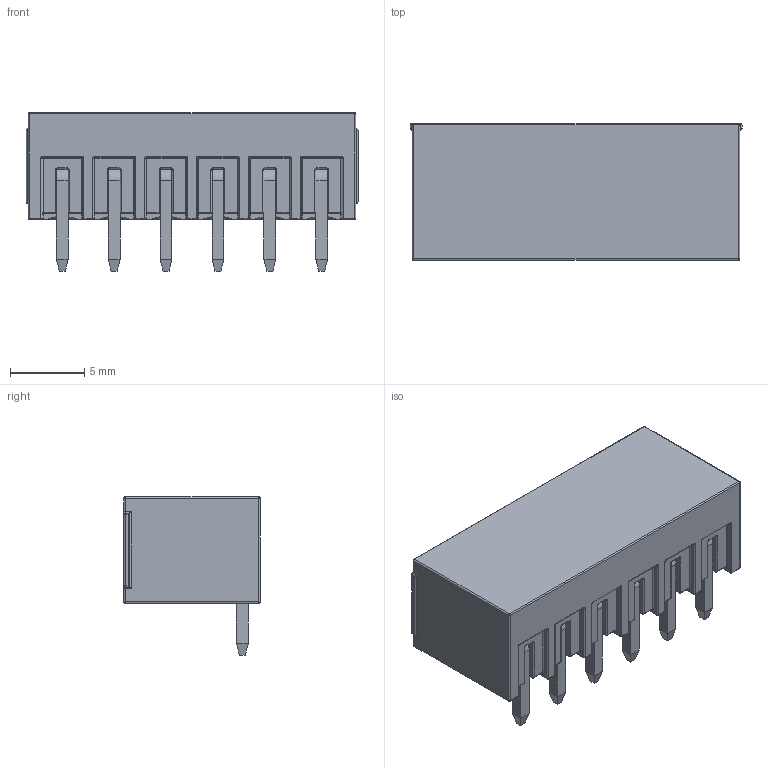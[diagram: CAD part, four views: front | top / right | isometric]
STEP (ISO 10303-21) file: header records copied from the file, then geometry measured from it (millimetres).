
FILE_DESCRIPTION(/* description */ (''),/* implementation_level */ '2;1');
FILE_NAME(/* name */ 'Wurth - 691322110006.step',/* time_stamp */ '2020-07-14T22:11:36+01:00',/* author */ (''),/* organization */ (''),/* preprocessor_version */ 'ST-DEVELOPER v18.1',/* originating_system */ 'Autodesk Translation Framework v9.3.0.1241',/* authorisation */ '');
FILE_SCHEMA (('CONFIG_CONTROL_DESIGN','AUTOMOTIVE_DESIGN { 1 0 10303 214 3 1 1 }'));
Length unit declared in the file: millimetre
Products named in the file (1): Wurth - 691322110006
Bounding box: 22.4 x 9.2 x 10.7 mm (x, y, z)
Volume: 702.6 mm3; surface area: 2096.8 mm2
Topology: 1 solids, 1 shells, 1404 faces, 3186 edges, 1794 vertices
Faces by surface type: cylinder 610, plane 338, torus 216, sphere 132, bspline 108
Full cylindrical faces by diameter (mm): 1.8 x6
Entity records: 44947 total; most frequent: CARTESIAN_POINT 13499, DIRECTION 6918, ORIENTED_EDGE 6356, EDGE_CURVE 3178, AXIS2_PLACEMENT_3D 2711, VERTEX_POINT 1794, LINE 1496, VECTOR 1496
